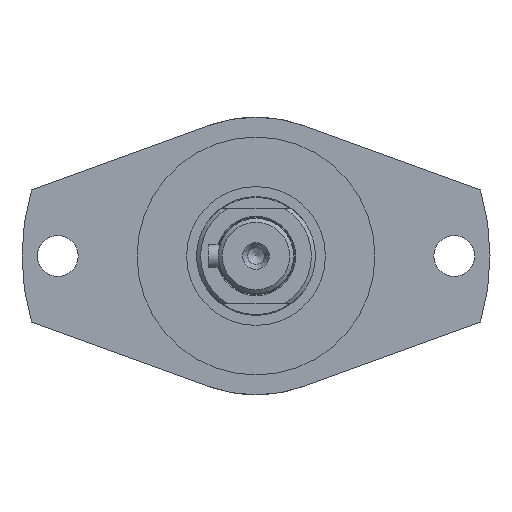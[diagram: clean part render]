
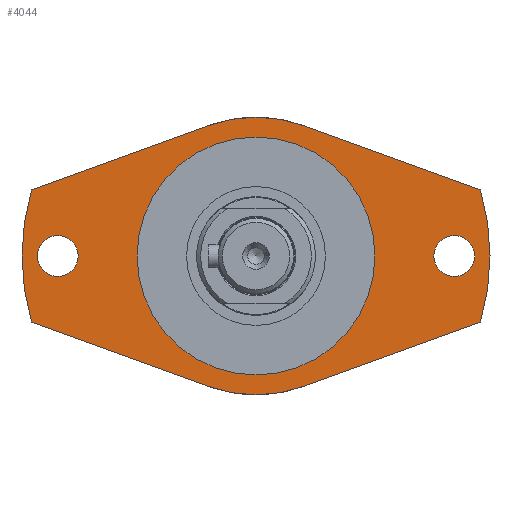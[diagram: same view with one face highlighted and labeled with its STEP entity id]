
A CAD part, left-side view. The second image highlights one B-rep face of the part: STEP entity #4044.
In plain terms, the highlighted planar face has unit normal (-1, 0, 0).
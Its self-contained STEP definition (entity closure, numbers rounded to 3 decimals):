
#341=FACE_BOUND('',#1324,.T.);
#342=FACE_BOUND('',#1325,.T.);
#343=FACE_BOUND('',#1326,.T.);
#423=LINE('',#6192,#736);
#426=LINE('',#6198,#739);
#430=LINE('',#6205,#743);
#433=LINE('',#6211,#746);
#736=VECTOR('',#4982,10.);
#739=VECTOR('',#4987,10.);
#743=VECTOR('',#4993,10.);
#746=VECTOR('',#4998,10.);
#1094=FACE_OUTER_BOUND('',#1323,.T.);
#1323=EDGE_LOOP('',(#2979,#2980,#2981,#2982,#2983,#2984,#2985,#2986));
#1324=EDGE_LOOP('',(#2987));
#1325=EDGE_LOOP('',(#2988));
#1326=EDGE_LOOP('',(#2989,#2990));
#1586=CIRCLE('',#4355,35.);
#1588=CIRCLE('',#4357,35.);
#1592=CIRCLE('',#4362,5.15);
#1595=CIRCLE('',#4366,5.15);
#1597=CIRCLE('',#4374,59.);
#1598=CIRCLE('',#4375,59.);
#1599=CIRCLE('',#4376,30.);
#1600=CIRCLE('',#4377,30.);
#1817=VERTEX_POINT('',#6157);
#1818=VERTEX_POINT('',#6159);
#1821=VERTEX_POINT('',#6165);
#1822=VERTEX_POINT('',#6167);
#1826=VERTEX_POINT('',#6177);
#1829=VERTEX_POINT('',#6185);
#1830=VERTEX_POINT('',#6189);
#1833=VERTEX_POINT('',#6197);
#1835=VERTEX_POINT('',#6203);
#1837=VERTEX_POINT('',#6208);
#1838=VERTEX_POINT('',#6217);
#1839=VERTEX_POINT('',#6218);
#2248=EDGE_CURVE('',#1818,#1817,#1586,.T.);
#2252=EDGE_CURVE('',#1822,#1821,#1588,.T.);
#2258=EDGE_CURVE('',#1826,#1826,#1592,.T.);
#2262=EDGE_CURVE('',#1829,#1829,#1595,.T.);
#2264=EDGE_CURVE('',#1817,#1830,#423,.T.);
#2267=EDGE_CURVE('',#1833,#1822,#426,.T.);
#2271=EDGE_CURVE('',#1821,#1835,#430,.T.);
#2274=EDGE_CURVE('',#1837,#1818,#433,.T.);
#2276=EDGE_CURVE('',#1833,#1830,#1597,.T.);
#2277=EDGE_CURVE('',#1837,#1835,#1598,.T.);
#2278=EDGE_CURVE('',#1838,#1839,#1599,.T.);
#2279=EDGE_CURVE('',#1839,#1838,#1600,.T.);
#2979=ORIENTED_EDGE('',*,*,#2274,.T.);
#2980=ORIENTED_EDGE('',*,*,#2248,.T.);
#2981=ORIENTED_EDGE('',*,*,#2264,.T.);
#2982=ORIENTED_EDGE('',*,*,#2276,.F.);
#2983=ORIENTED_EDGE('',*,*,#2267,.T.);
#2984=ORIENTED_EDGE('',*,*,#2252,.T.);
#2985=ORIENTED_EDGE('',*,*,#2271,.T.);
#2986=ORIENTED_EDGE('',*,*,#2277,.F.);
#2987=ORIENTED_EDGE('',*,*,#2258,.T.);
#2988=ORIENTED_EDGE('',*,*,#2262,.T.);
#2989=ORIENTED_EDGE('',*,*,#2278,.T.);
#2990=ORIENTED_EDGE('',*,*,#2279,.T.);
#3884=PLANE('',#4373);
#4044=ADVANCED_FACE('',(#1094,#341,#342,#343),#3884,.T.);
#4355=AXIS2_PLACEMENT_3D('',#6160,#4950,#4951);
#4357=AXIS2_PLACEMENT_3D('',#6168,#4956,#4957);
#4362=AXIS2_PLACEMENT_3D('',#6179,#4968,#4969);
#4366=AXIS2_PLACEMENT_3D('',#6187,#4977,#4978);
#4373=AXIS2_PLACEMENT_3D('',#6214,#5003,#5004);
#4374=AXIS2_PLACEMENT_3D('',#6215,#5005,#5006);
#4375=AXIS2_PLACEMENT_3D('',#6216,#5007,#5008);
#4376=AXIS2_PLACEMENT_3D('',#6219,#5009,#5010);
#4377=AXIS2_PLACEMENT_3D('',#6220,#5011,#5012);
#4950=DIRECTION('center_axis',(-1.,0.,0.));
#4951=DIRECTION('ref_axis',(0.,-0.342,0.94));
#4956=DIRECTION('center_axis',(-1.,0.,0.));
#4957=DIRECTION('ref_axis',(0.,0.342,-0.94));
#4968=DIRECTION('center_axis',(1.,0.,0.));
#4969=DIRECTION('ref_axis',(0.,0.,
-1.));
#4977=DIRECTION('center_axis',(1.,0.,0.));
#4978=DIRECTION('ref_axis',(0.,0.,
-1.));
#4982=DIRECTION('',(0.,-0.94,0.342));
#4987=DIRECTION('',(0.,0.94,0.342));
#4993=DIRECTION('',(0.,0.94,-0.342));
#4998=DIRECTION('',(0.,-0.94,-0.342));
#5003=DIRECTION('center_axis',(-1.,0.,0.));
#5004=DIRECTION('ref_axis',(0.,0.,1.));
#5005=DIRECTION('center_axis',(1.,0.,0.));
#5006=DIRECTION('ref_axis',(0.,1.,0.));
#5007=DIRECTION('center_axis',(1.,0.,0.));
#5008=DIRECTION('ref_axis',(0.,1.,0.));
#5009=DIRECTION('center_axis',(1.,0.,0.));
#5010=DIRECTION('ref_axis',(0.,1.,0.));
#5011=DIRECTION('center_axis',(1.,0.,0.));
#5012=DIRECTION('ref_axis',(0.,1.,0.));
#6157=CARTESIAN_POINT('',(-155.,-11.971,-32.889));
#6159=CARTESIAN_POINT('',(-155.,11.971,-32.889));
#6160=CARTESIAN_POINT('Origin',(-155.,0.,0.));
#6165=CARTESIAN_POINT('',(-155.,11.971,32.889));
#6167=CARTESIAN_POINT('',(-155.,-11.971,32.889));
#6168=CARTESIAN_POINT('Origin',(-155.,0.,0.));
#6177=CARTESIAN_POINT('',(-155.,-50.,5.15));
#6179=CARTESIAN_POINT('Origin',(-155.,-50.,0.));
#6185=CARTESIAN_POINT('',(-155.,50.,5.15));
#6187=CARTESIAN_POINT('Origin',(-155.,50.,0.));
#6189=CARTESIAN_POINT('',(-155.,-56.604,-16.644));
#6192=CARTESIAN_POINT('',(-155.,7.677,-40.04));
#6197=CARTESIAN_POINT('',(-155.,-56.604,16.644));
#6198=CARTESIAN_POINT('',(-155.,-37.505,23.596));
#6203=CARTESIAN_POINT('',(-155.,56.604,16.644));
#6205=CARTESIAN_POINT('',(-155.,31.618,25.738));
#6208=CARTESIAN_POINT('',(-155.,56.604,-16.644));
#6211=CARTESIAN_POINT('',(-155.,76.799,-9.294));
#6214=CARTESIAN_POINT('Origin',(-155.,44.5,0.));
#6215=CARTESIAN_POINT('Origin',(-155.,0.,0.));
#6216=CARTESIAN_POINT('Origin',(-155.,0.,0.));
#6217=CARTESIAN_POINT('',(-155.,30.,0.));
#6218=CARTESIAN_POINT('',(-155.,-30.,0.));
#6219=CARTESIAN_POINT('Origin',(-155.,0.,0.));
#6220=CARTESIAN_POINT('Origin',(-155.,0.,0.));
